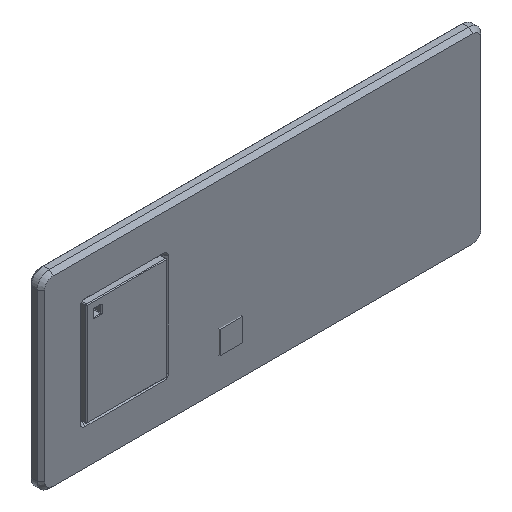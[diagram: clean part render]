
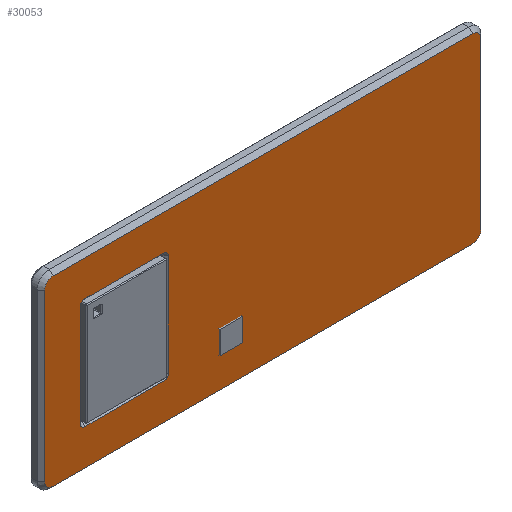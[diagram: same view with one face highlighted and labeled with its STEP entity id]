
A CAD part, isometric view. The second image highlights one B-rep face of the part: STEP entity #30053.
In plain terms, the highlighted face is planar.
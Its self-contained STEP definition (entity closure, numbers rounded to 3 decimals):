
#803 = AXIS2_PLACEMENT_3D ( 'NONE', #10109, #41949, #17416 ) ;
#850 = VERTEX_POINT ( 'NONE', #6863 ) ;
#935 = CARTESIAN_POINT ( 'NONE',  ( 48.1, -13.4, 1.5 ) ) ;
#972 = CIRCLE ( 'NONE', #17772, 2.18 ) ;
#976 = CARTESIAN_POINT ( 'NONE',  ( -57.5, -21.82, 1.5 ) ) ;
#1459 = AXIS2_PLACEMENT_3D ( 'NONE', #42031, #24603, #7212 ) ;
#1756 = CARTESIAN_POINT ( 'NONE',  ( -55.32, -24., 1.5 ) ) ;
#1916 = ORIENTED_EDGE ( 'NONE', *, *, #43882, .T. ) ;
#2106 = CARTESIAN_POINT ( 'NONE',  ( 57.5, -21.82, 1.5 ) ) ;
#2777 = EDGE_CURVE ( 'NONE', #18912, #25646, #35896, .T. ) ;
#2925 = LINE ( 'NONE', #12318, #5658 ) ;
#2926 = ORIENTED_EDGE ( 'NONE', *, *, #10845, .T. ) ;
#3046 = ORIENTED_EDGE ( 'NONE', *, *, #45368, .T. ) ;
#3463 = ORIENTED_EDGE ( 'NONE', *, *, #2777, .T. ) ;
#3503 = AXIS2_PLACEMENT_3D ( 'NONE', #27119, #33788, #37252 ) ;
#3545 = CARTESIAN_POINT ( 'NONE',  ( 48.1, -21.82, 1.5 ) ) ;
#4306 = DIRECTION ( 'NONE',  ( 0., 0., 1. ) ) ;
#4340 = DIRECTION ( 'NONE',  ( -1., 0., 0. ) ) ;
#4406 = VERTEX_POINT ( 'NONE', #27939 ) ;
#4622 = ORIENTED_EDGE ( 'NONE', *, *, #33372, .T. ) ;
#4749 = CARTESIAN_POINT ( 'NONE',  ( -55.32, 21.82, 1.5 ) ) ;
#4762 = CARTESIAN_POINT ( 'NONE',  ( 55.32, -24., 1.5 ) ) ;
#5133 = EDGE_CURVE ( 'NONE', #38229, #18290, #12889, .T. ) ;
#5373 = ORIENTED_EDGE ( 'NONE', *, *, #30508, .T. ) ;
#5658 = VECTOR ( 'NONE', #9338, 1000. ) ;
#5745 = CARTESIAN_POINT ( 'NONE',  ( 26.1, 13.4, 1.5 ) ) ;
#5852 = CARTESIAN_POINT ( 'NONE',  ( -55.32, 24., 1.5 ) ) ;
#6555 = CIRCLE ( 'NONE', #37313, 1.2 ) ;
#6614 = EDGE_LOOP ( 'NONE', ( #3046, #38496, #1916, #33127, #9561, #5373, #2926, #10985 ) ) ;
#6639 = CARTESIAN_POINT ( 'NONE',  ( 24.9, -21.82, 1.5 ) ) ;
#6862 = ORIENTED_EDGE ( 'NONE', *, *, #19799, .T. ) ;
#6863 = CARTESIAN_POINT ( 'NONE',  ( 48.1, 13.4, 1.5 ) ) ;
#6888 = CARTESIAN_POINT ( 'NONE',  ( 55.32, 24., 1.5 ) ) ;
#7212 = DIRECTION ( 'NONE',  ( -1., 0., 0. ) ) ;
#7745 = CARTESIAN_POINT ( 'NONE',  ( -55.32, -14.6, 1.5 ) ) ;
#8291 = CARTESIAN_POINT ( 'NONE',  ( 55.32, -24., 1.5 ) ) ;
#9338 = DIRECTION ( 'NONE',  ( 0., 1., 0. ) ) ;
#9414 = DIRECTION ( 'NONE',  ( -1., 0., 0. ) ) ;
#9561 = ORIENTED_EDGE ( 'NONE', *, *, #37658, .T. ) ;
#9900 = VERTEX_POINT ( 'NONE', #976 ) ;
#10109 = CARTESIAN_POINT ( 'NONE',  ( 46.9, -13.4, 1.5 ) ) ;
#10428 = CARTESIAN_POINT ( 'NONE',  ( -57.5, -21.82, 1.5 ) ) ;
#10485 = EDGE_LOOP ( 'NONE', ( #6862, #44940, #25465, #41624, #4622, #3463, #20844, #16424 ) ) ;
#10845 = EDGE_CURVE ( 'NONE', #29209, #850, #6555, .T. ) ;
#10985 = ORIENTED_EDGE ( 'NONE', *, *, #39226, .T. ) ;
#12130 = DIRECTION ( 'NONE',  ( 0., 0., -1. ) ) ;
#12318 = CARTESIAN_POINT ( 'NONE',  ( 57.5, 21.82, 1.5 ) ) ;
#12889 = CIRCLE ( 'NONE', #16541, 2.18 ) ;
#13061 = PLANE ( 'NONE',  #24305 ) ;
#14782 = EDGE_CURVE ( 'NONE', #25646, #15547, #29445, .T. ) ;
#14978 = DIRECTION ( 'NONE',  ( 1., 0., 0. ) ) ;
#15442 = CARTESIAN_POINT ( 'NONE',  ( 55.32, 21.82, 1.5 ) ) ;
#15494 = CARTESIAN_POINT ( 'NONE',  ( 24.9, 13.4, 1.5 ) ) ;
#15547 = VERTEX_POINT ( 'NONE', #2106 ) ;
#16343 = DIRECTION ( 'NONE',  ( -1., 0., 0. ) ) ;
#16424 = ORIENTED_EDGE ( 'NONE', *, *, #16861, .T. ) ;
#16465 = LINE ( 'NONE', #6639, #36250 ) ;
#16541 = AXIS2_PLACEMENT_3D ( 'NONE', #4749, #4306, #28317 ) ;
#16861 = EDGE_CURVE ( 'NONE', #15547, #39414, #2925, .T. ) ;
#16975 = CARTESIAN_POINT ( 'NONE',  ( -57.5, 21.82, 1.5 ) ) ;
#17416 = DIRECTION ( 'NONE',  ( -1., 0., 0. ) ) ;
#17772 = AXIS2_PLACEMENT_3D ( 'NONE', #15442, #33093, #43427 ) ;
#17841 = CARTESIAN_POINT ( 'NONE',  ( 26.1, 14.6, 1.5 ) ) ;
#18290 = VERTEX_POINT ( 'NONE', #16975 ) ;
#18431 = LINE ( 'NONE', #22306, #23621 ) ;
#18478 = DIRECTION ( 'NONE',  ( 1., 0., 0. ) ) ;
#18680 = VERTEX_POINT ( 'NONE', #15494 ) ;
#18912 = VERTEX_POINT ( 'NONE', #1756 ) ;
#19274 = FACE_OUTER_BOUND ( 'NONE', #10485, .T. ) ;
#19720 = DIRECTION ( 'NONE',  ( 0., 0., -1. ) ) ;
#19799 = EDGE_CURVE ( 'NONE', #39414, #34591, #972, .T. ) ;
#20844 = ORIENTED_EDGE ( 'NONE', *, *, #14782, .T. ) ;
#22306 = CARTESIAN_POINT ( 'NONE',  ( -55.32, 14.6, 1.5 ) ) ;
#22873 = AXIS2_PLACEMENT_3D ( 'NONE', #33615, #23308, #26722 ) ;
#23231 = CIRCLE ( 'NONE', #3503, 2.18 ) ;
#23308 = DIRECTION ( 'NONE',  ( 0., 0., 1. ) ) ;
#23430 = EDGE_CURVE ( 'NONE', #18290, #9900, #34262, .T. ) ;
#23503 = CARTESIAN_POINT ( 'NONE',  ( 46.9, -14.6, 1.5 ) ) ;
#23621 = VECTOR ( 'NONE', #14978, 1000. ) ;
#24305 = AXIS2_PLACEMENT_3D ( 'NONE', #26361, #19720, #9414 ) ;
#24603 = DIRECTION ( 'NONE',  ( 0., 0., -1. ) ) ;
#25216 = DIRECTION ( 'NONE',  ( -1., 0., 0. ) ) ;
#25246 = VECTOR ( 'NONE', #18478, 1000. ) ;
#25465 = ORIENTED_EDGE ( 'NONE', *, *, #5133, .T. ) ;
#25646 = VERTEX_POINT ( 'NONE', #8291 ) ;
#25976 = LINE ( 'NONE', #5852, #29415 ) ;
#26361 = CARTESIAN_POINT ( 'NONE',  ( -55.32, -21.82, 1.5 ) ) ;
#26412 = CIRCLE ( 'NONE', #27879, 1.2 ) ;
#26722 = DIRECTION ( 'NONE',  ( -1., 0., 0. ) ) ;
#27108 = CIRCLE ( 'NONE', #803, 1.2 ) ;
#27119 = CARTESIAN_POINT ( 'NONE',  ( -55.32, -21.82, 1.5 ) ) ;
#27804 = EDGE_CURVE ( 'NONE', #40416, #4406, #42582, .T. ) ;
#27879 = AXIS2_PLACEMENT_3D ( 'NONE', #5745, #12130, #44023 ) ;
#27939 = CARTESIAN_POINT ( 'NONE',  ( 26.1, -14.6, 1.5 ) ) ;
#28317 = DIRECTION ( 'NONE',  ( -1., 0., 0. ) ) ;
#29209 = VERTEX_POINT ( 'NONE', #41654 ) ;
#29341 = CARTESIAN_POINT ( 'NONE',  ( 24.9, -13.4, 1.5 ) ) ;
#29349 = DIRECTION ( 'NONE',  ( 0., -1., 0. ) ) ;
#29415 = VECTOR ( 'NONE', #16343, 1000. ) ;
#29445 = CIRCLE ( 'NONE', #22873, 2.18 ) ;
#30053 = ADVANCED_FACE ( 'NONE', ( #19274, #33701 ), #13061, .F. ) ;
#30508 = EDGE_CURVE ( 'NONE', #35395, #29209, #18431, .T. ) ;
#31045 = DIRECTION ( 'NONE',  ( 0., -1., 0. ) ) ;
#31761 = EDGE_CURVE ( 'NONE', #43214, #18680, #16465, .T. ) ;
#33093 = DIRECTION ( 'NONE',  ( 0., 0., 1. ) ) ;
#33127 = ORIENTED_EDGE ( 'NONE', *, *, #31761, .T. ) ;
#33372 = EDGE_CURVE ( 'NONE', #9900, #18912, #23231, .T. ) ;
#33615 = CARTESIAN_POINT ( 'NONE',  ( 55.32, -21.82, 1.5 ) ) ;
#33701 = FACE_BOUND ( 'NONE', #6614, .T. ) ;
#33788 = DIRECTION ( 'NONE',  ( 0., 0., 1. ) ) ;
#33965 = VECTOR ( 'NONE', #31045, 1000. ) ;
#34262 = LINE ( 'NONE', #10428, #33965 ) ;
#34591 = VERTEX_POINT ( 'NONE', #6888 ) ;
#35395 = VERTEX_POINT ( 'NONE', #17841 ) ;
#35539 = DIRECTION ( 'NONE',  ( 0., 0., -1. ) ) ;
#35896 = LINE ( 'NONE', #4762, #25246 ) ;
#36214 = LINE ( 'NONE', #3545, #45010 ) ;
#36250 = VECTOR ( 'NONE', #38039, 1000. ) ;
#36693 = CARTESIAN_POINT ( 'NONE',  ( 57.5, 21.82, 1.5 ) ) ;
#37157 = EDGE_CURVE ( 'NONE', #34591, #38229, #25976, .T. ) ;
#37252 = DIRECTION ( 'NONE',  ( -1., 0., 0. ) ) ;
#37313 = AXIS2_PLACEMENT_3D ( 'NONE', #43569, #35539, #25216 ) ;
#37658 = EDGE_CURVE ( 'NONE', #18680, #35395, #26412, .T. ) ;
#38039 = DIRECTION ( 'NONE',  ( 0., 1., 0. ) ) ;
#38140 = VECTOR ( 'NONE', #4340, 1000. ) ;
#38229 = VERTEX_POINT ( 'NONE', #40163 ) ;
#38496 = ORIENTED_EDGE ( 'NONE', *, *, #27804, .T. ) ;
#39226 = EDGE_CURVE ( 'NONE', #850, #43124, #36214, .T. ) ;
#39414 = VERTEX_POINT ( 'NONE', #36693 ) ;
#39514 = CIRCLE ( 'NONE', #1459, 1.2 ) ;
#40163 = CARTESIAN_POINT ( 'NONE',  ( -55.32, 24., 1.5 ) ) ;
#40416 = VERTEX_POINT ( 'NONE', #23503 ) ;
#41624 = ORIENTED_EDGE ( 'NONE', *, *, #23430, .T. ) ;
#41654 = CARTESIAN_POINT ( 'NONE',  ( 46.9, 14.6, 1.5 ) ) ;
#41949 = DIRECTION ( 'NONE',  ( 0., 0., -1. ) ) ;
#42031 = CARTESIAN_POINT ( 'NONE',  ( 26.1, -13.4, 1.5 ) ) ;
#42582 = LINE ( 'NONE', #7745, #38140 ) ;
#43124 = VERTEX_POINT ( 'NONE', #935 ) ;
#43214 = VERTEX_POINT ( 'NONE', #29341 ) ;
#43427 = DIRECTION ( 'NONE',  ( -1., 0., 0. ) ) ;
#43569 = CARTESIAN_POINT ( 'NONE',  ( 46.9, 13.4, 1.5 ) ) ;
#43882 = EDGE_CURVE ( 'NONE', #4406, #43214, #39514, .T. ) ;
#44023 = DIRECTION ( 'NONE',  ( -1., 0., 0. ) ) ;
#44940 = ORIENTED_EDGE ( 'NONE', *, *, #37157, .T. ) ;
#45010 = VECTOR ( 'NONE', #29349, 1000. ) ;
#45368 = EDGE_CURVE ( 'NONE', #43124, #40416, #27108, .T. ) ;
